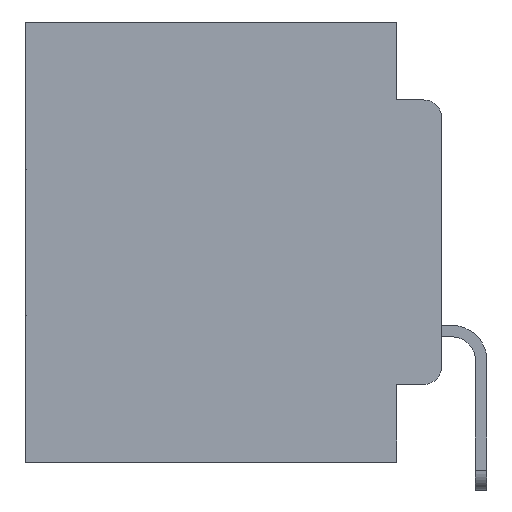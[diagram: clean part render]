
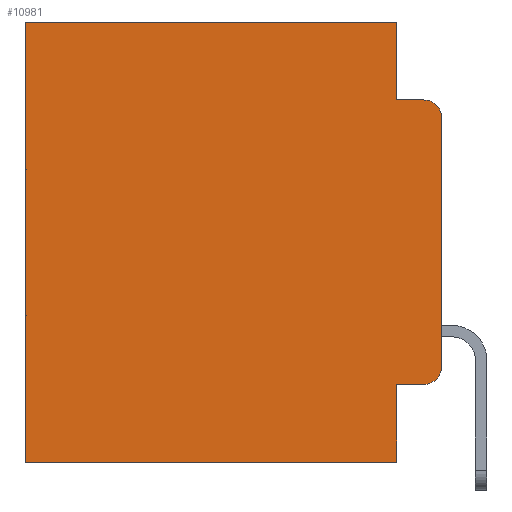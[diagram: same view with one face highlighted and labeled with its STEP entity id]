
A CAD part, left-side view. The second image highlights one B-rep face of the part: STEP entity #10981.
In plain terms, the highlighted planar face has unit normal (-1, 0, 0).
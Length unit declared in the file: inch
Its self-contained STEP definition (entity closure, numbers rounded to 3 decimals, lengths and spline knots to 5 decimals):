
#59 = LINE ( 'NONE', #4133, #24135 ) ;
#253 = VERTEX_POINT ( 'NONE', #24123 ) ;
#392 = EDGE_CURVE ( 'NONE', #21699, #20847, #13463, .T. ) ;
#419 = VERTEX_POINT ( 'NONE', #24677 ) ;
#955 = LINE ( 'NONE', #8365, #17793 ) ;
#1938 = LINE ( 'NONE', #9888, #19387 ) ;
#2357 = EDGE_CURVE ( 'NONE', #419, #8203, #1938, .T. ) ;
#2448 = DIRECTION ( 'NONE',  ( -1., 0., 0. ) ) ;
#2637 = VECTOR ( 'NONE', #8336, 39.37008 ) ;
#3125 = LINE ( 'NONE', #9962, #15346 ) ;
#4133 = CARTESIAN_POINT ( 'NONE',  ( 0.298, 0.051, 0. ) ) ;
#4612 = DIRECTION ( 'NONE',  ( 0., 0., -1. ) ) ;
#5130 = AXIS2_PLACEMENT_3D ( 'NONE', #10422, #25943, #12747 ) ;
#5353 = DIRECTION ( 'NONE',  ( 0., 1., 0. ) ) ;
#5595 = ORIENTED_EDGE ( 'NONE', *, *, #11331, .F. ) ;
#5920 = CARTESIAN_POINT ( 'NONE',  ( 0.298, 0.051, -0.4115 ) ) ;
#6102 = CARTESIAN_POINT ( 'NONE',  ( 0.298, 0.051, -0.0885 ) ) ;
#6621 = EDGE_CURVE ( 'NONE', #19297, #8230, #21506, .T. ) ;
#7075 = ORIENTED_EDGE ( 'NONE', *, *, #392, .T. ) ;
#8032 = EDGE_CURVE ( 'NONE', #19653, #19297, #59, .T. ) ;
#8060 = LINE ( 'NONE', #6102, #2637 ) ;
#8203 = VERTEX_POINT ( 'NONE', #11615 ) ;
#8230 = VERTEX_POINT ( 'NONE', #20649 ) ;
#8336 = DIRECTION ( 'NONE',  ( 0., -1., 0. ) ) ;
#8365 = CARTESIAN_POINT ( 'NONE',  ( 0.298, 0., 0. ) ) ;
#8439 = CARTESIAN_POINT ( 'NONE',  ( 0.298, 0.02, -0.3915 ) ) ;
#8487 = ORIENTED_EDGE ( 'NONE', *, *, #8032, .F. ) ;
#8802 = ORIENTED_EDGE ( 'NONE', *, *, #2357, .T. ) ;
#8970 = FACE_OUTER_BOUND ( 'NONE', #19756, .T. ) ;
#9560 = CARTESIAN_POINT ( 'NONE',  ( 0.298, 0., 0. ) ) ;
#9615 = VECTOR ( 'NONE', #21633, 39.37008 ) ;
#9888 = CARTESIAN_POINT ( 'NONE',  ( 0.298, 0., 0. ) ) ;
#9962 = CARTESIAN_POINT ( 'NONE',  ( 0.298, 0.051, 0. ) ) ;
#10422 = CARTESIAN_POINT ( 'NONE',  ( 0.298, 0.02, -0.1085 ) ) ;
#10427 = CIRCLE ( 'NONE', #5130, 0.02 ) ;
#10470 = DIRECTION ( 'NONE',  ( 0., -1., 0. ) ) ;
#10746 = CARTESIAN_POINT ( 'NONE',  ( 0.298, 0., -0.3915 ) ) ;
#10981 = ADVANCED_FACE ( 'NONE', ( #8970 ), #11800, .F. ) ;
#11288 = EDGE_CURVE ( 'NONE', #19653, #21699, #13259, .T. ) ;
#11331 = EDGE_CURVE ( 'NONE', #25451, #20847, #955, .T. ) ;
#11615 = CARTESIAN_POINT ( 'NONE',  ( 0.298, 0.473, 0. ) ) ;
#11800 = PLANE ( 'NONE',  #24364 ) ;
#11903 = DIRECTION ( 'NONE',  ( 0., 0., -1. ) ) ;
#12747 = DIRECTION ( 'NONE',  ( 0., 0., -1. ) ) ;
#13259 = LINE ( 'NONE', #5920, #19171 ) ;
#13463 = CIRCLE ( 'NONE', #27410, 0.02 ) ;
#13889 = CARTESIAN_POINT ( 'NONE',  ( 0.298, 0.02, -0.4115 ) ) ;
#14234 = CARTESIAN_POINT ( 'NONE',  ( 0.298, 0.473, 0. ) ) ;
#14543 = EDGE_CURVE ( 'NONE', #28633, #253, #8060, .T. ) ;
#15346 = VECTOR ( 'NONE', #27642, 39.37008 ) ;
#15991 = ORIENTED_EDGE ( 'NONE', *, *, #11288, .T. ) ;
#16041 = CARTESIAN_POINT ( 'NONE',  ( 0.298, 0., -0.1085 ) ) ;
#16644 = CARTESIAN_POINT ( 'NONE',  ( 0.298, 0.051, -0.0885 ) ) ;
#16989 = EDGE_CURVE ( 'NONE', #25451, #253, #10427, .T. ) ;
#17232 = CARTESIAN_POINT ( 'NONE',  ( 0.298, 0., -0.5 ) ) ;
#17469 = DIRECTION ( 'NONE',  ( 0., 0., -1. ) ) ;
#17689 = ORIENTED_EDGE ( 'NONE', *, *, #24489, .T. ) ;
#17793 = VECTOR ( 'NONE', #17469, 39.37008 ) ;
#18038 = ORIENTED_EDGE ( 'NONE', *, *, #18085, .F. ) ;
#18083 = DIRECTION ( 'NONE',  ( 0., 0., -1. ) ) ;
#18085 = EDGE_CURVE ( 'NONE', #419, #28633, #3125, .T. ) ;
#18211 = CARTESIAN_POINT ( 'NONE',  ( 0.298, 0.051, -0.5 ) ) ;
#18697 = ORIENTED_EDGE ( 'NONE', *, *, #6621, .F. ) ;
#19171 = VECTOR ( 'NONE', #10470, 39.37008 ) ;
#19297 = VERTEX_POINT ( 'NONE', #18211 ) ;
#19387 = VECTOR ( 'NONE', #5353, 39.37008 ) ;
#19653 = VERTEX_POINT ( 'NONE', #21620 ) ;
#19756 = EDGE_LOOP ( 'NONE', ( #5595, #20376, #23110, #18038, #8802, #17689, #18697, #8487, #15991, #7075 ) ) ;
#19904 = DIRECTION ( 'NONE',  ( 0., 0., -1. ) ) ;
#20376 = ORIENTED_EDGE ( 'NONE', *, *, #16989, .T. ) ;
#20649 = CARTESIAN_POINT ( 'NONE',  ( 0.298, 0.473, -0.5 ) ) ;
#20748 = VECTOR ( 'NONE', #4612, 39.37008 ) ;
#20847 = VERTEX_POINT ( 'NONE', #10746 ) ;
#21506 = LINE ( 'NONE', #17232, #9615 ) ;
#21620 = CARTESIAN_POINT ( 'NONE',  ( 0.298, 0.051, -0.4115 ) ) ;
#21633 = DIRECTION ( 'NONE',  ( 0., 1., 0. ) ) ;
#21699 = VERTEX_POINT ( 'NONE', #13889 ) ;
#23110 = ORIENTED_EDGE ( 'NONE', *, *, #14543, .F. ) ;
#24123 = CARTESIAN_POINT ( 'NONE',  ( 0.298, 0.02, -0.0885 ) ) ;
#24135 = VECTOR ( 'NONE', #19904, 39.37008 ) ;
#24364 = AXIS2_PLACEMENT_3D ( 'NONE', #9560, #25143, #11903 ) ;
#24489 = EDGE_CURVE ( 'NONE', #8203, #8230, #26543, .T. ) ;
#24677 = CARTESIAN_POINT ( 'NONE',  ( 0.298, 0.051, 0. ) ) ;
#25143 = DIRECTION ( 'NONE',  ( 1., 0., 0. ) ) ;
#25451 = VERTEX_POINT ( 'NONE', #16041 ) ;
#25943 = DIRECTION ( 'NONE',  ( -1., 0., 0. ) ) ;
#26543 = LINE ( 'NONE', #14234, #20748 ) ;
#27410 = AXIS2_PLACEMENT_3D ( 'NONE', #8439, #2448, #18083 ) ;
#27642 = DIRECTION ( 'NONE',  ( 0., 0., -1. ) ) ;
#28633 = VERTEX_POINT ( 'NONE', #16644 ) ;
